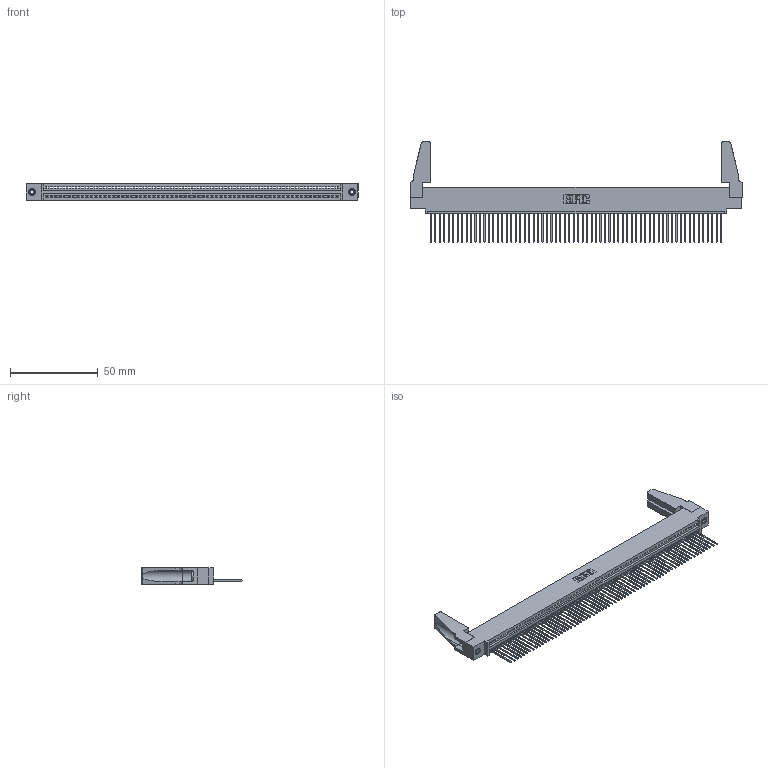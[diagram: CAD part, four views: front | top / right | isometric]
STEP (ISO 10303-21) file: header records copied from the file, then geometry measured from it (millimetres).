
FILE_DESCRIPTION (( 'STEP AP203' ), '1' );
FILE_NAME ('395-066-542-488.STEP', '2019-10-25T09:28:33', ( '' ), ( '' ), 'SwSTEP 2.0', 'SolidWorks 2016', '' );
FILE_SCHEMA (( 'CONFIG_CONTROL_DESIGN' ));
Length unit declared in the file: inch
Products named in the file (5): 345 Part_0.110 Offset - 0.156 Dia-TH; 345-220-078_345-220-088; 395-066-542-488; 345-292-001_345-293-142; 345-250-001_345-250-001-102
Assembly tree (71 placements, depth 2):
  395-066-542-488
    345 Part_0.110 Offset - 0.156 Dia-TH
    345-292-001_345-293-142  x66
    345-250-001_345-250-001-102  x2
    345-220-078_345-220-088  x2
Bounding box: 188.87 x 56.95 x 9.4 mm (x, y, z)
Volume: 21462 mm3; surface area: 28664.8 mm2
Topology: 71 solids, 71 shells, 4082 faces, 12283 edges, 8090 vertices
Faces by surface type: plane 2796, cylinder 1270, cone 12, torus 4
Entity records: 48740 total; most frequent: CARTESIAN_POINT 8432, ORIENTED_EDGE 8392, DIRECTION 7336, EDGE_CURVE 4196, VECTOR 3758, LINE 3758, VERTEX_POINT 2790, AXIS2_PLACEMENT_3D 1789
